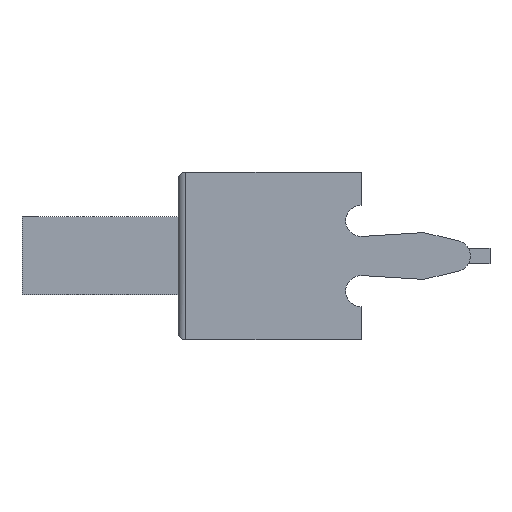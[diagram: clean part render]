
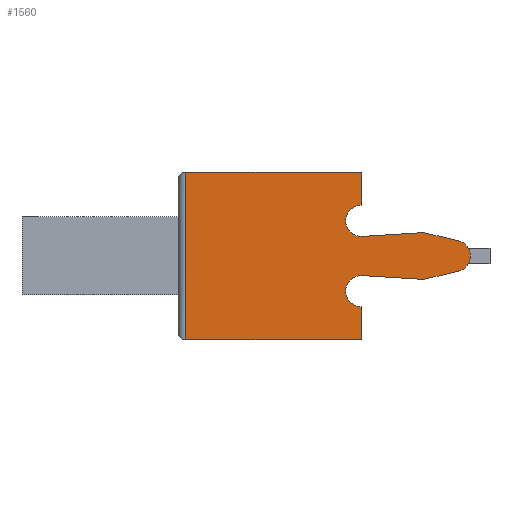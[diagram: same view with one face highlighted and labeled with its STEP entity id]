
A CAD part, left-side view. The second image highlights one B-rep face of the part: STEP entity #1560.
In plain terms, the highlighted planar face has unit normal (-1, 0, 0).
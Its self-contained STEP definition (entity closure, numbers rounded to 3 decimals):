
#51 = EDGE_CURVE ( 'NONE', #2612, #1952, #803, .T. ) ;
#148 = EDGE_CURVE ( 'NONE', #2612, #526, #2962, .T. ) ;
#177 = CARTESIAN_POINT ( 'NONE',  ( 0., 2.8, 0. ) ) ;
#179 = ORIENTED_EDGE ( 'NONE', *, *, #3255, .T. ) ;
#274 = LINE ( 'NONE', #2957, #1008 ) ;
#285 = AXIS2_PLACEMENT_3D ( 'NONE', #1283, #908, #3505 ) ;
#305 = ORIENTED_EDGE ( 'NONE', *, *, #2293, .F. ) ;
#341 = CARTESIAN_POINT ( 'NONE',  ( 0., 2.8, -4.3 ) ) ;
#473 = DIRECTION ( 'NONE',  ( 1., 0., 0. ) ) ;
#487 = VERTEX_POINT ( 'NONE', #2136 ) ;
#526 = VERTEX_POINT ( 'NONE', #1736 ) ;
#803 = LINE ( 'NONE', #1108, #3607 ) ;
#845 = EDGE_CURVE ( 'NONE', #2405, #1312, #1326, .T. ) ;
#899 = VECTOR ( 'NONE', #1397, 1000. ) ;
#902 = DIRECTION ( 'NONE',  ( 0., 0., -1. ) ) ;
#908 = DIRECTION ( 'NONE',  ( -1., 0., 0. ) ) ;
#922 = LINE ( 'NONE', #2420, #4345 ) ;
#977 = VECTOR ( 'NONE', #3212, 1000. ) ;
#1008 = VECTOR ( 'NONE', #4593, 1000. ) ;
#1108 = CARTESIAN_POINT ( 'NONE',  ( 0., -0.092, -1.469 ) ) ;
#1128 = CARTESIAN_POINT ( 'NONE',  ( 0., -0.552, -2.336 ) ) ;
#1153 = LINE ( 'NONE', #1128, #2739 ) ;
#1175 = DIRECTION ( 'NONE',  ( 0., -1., 0. ) ) ;
#1177 = DIRECTION ( 'NONE',  ( 0., 0.973, -0.23 ) ) ;
#1245 = VERTEX_POINT ( 'NONE', #4873 ) ;
#1268 = DIRECTION ( 'NONE',  ( -1., 0., 0. ) ) ;
#1283 = CARTESIAN_POINT ( 'NONE',  ( 0., 0., -4.3 ) ) ;
#1290 = DIRECTION ( 'NONE',  ( 0., 0.973, 0.23 ) ) ;
#1312 = VERTEX_POINT ( 'NONE', #3261 ) ;
#1326 = CIRCLE ( 'NONE', #4145, 0.4 ) ;
#1397 = DIRECTION ( 'NONE',  ( 0., -0.998, -0.062 ) ) ;
#1412 = VECTOR ( 'NONE', #1290, 1000. ) ;
#1560 = ADVANCED_FACE ( 'NONE', ( #2068 ), #4745, .T. ) ;
#1617 = CARTESIAN_POINT ( 'NONE',  ( 0., 2.8, -1.25 ) ) ;
#1669 = CARTESIAN_POINT ( 'NONE',  ( 0., 2.8, 0. ) ) ;
#1695 = CARTESIAN_POINT ( 'NONE',  ( 0., 1.2, -1.55 ) ) ;
#1736 = CARTESIAN_POINT ( 'NONE',  ( 0., 2.8, -0.85 ) ) ;
#1761 = ORIENTED_EDGE ( 'NONE', *, *, #845, .F. ) ;
#1777 = DIRECTION ( 'NONE',  ( 0., 0., -1. ) ) ;
#1816 = VERTEX_POINT ( 'NONE', #3371 ) ;
#1819 = ORIENTED_EDGE ( 'NONE', *, *, #3329, .T. ) ;
#1823 = VERTEX_POINT ( 'NONE', #4225 ) ;
#1834 = ORIENTED_EDGE ( 'NONE', *, *, #4185, .F. ) ;
#1897 = AXIS2_PLACEMENT_3D ( 'NONE', #2434, #1268, #2767 ) ;
#1951 = EDGE_CURVE ( 'NONE', #4867, #2232, #4635, .T. ) ;
#1952 = VERTEX_POINT ( 'NONE', #1695 ) ;
#2008 = VERTEX_POINT ( 'NONE', #177 ) ;
#2068 = FACE_OUTER_BOUND ( 'NONE', #2261, .T. ) ;
#2136 = CARTESIAN_POINT ( 'NONE',  ( 0., 1.2, -2.75 ) ) ;
#2161 = EDGE_CURVE ( 'NONE', #1312, #487, #1153, .T. ) ;
#2232 = VERTEX_POINT ( 'NONE', #341 ) ;
#2261 = EDGE_LOOP ( 'NONE', ( #3974, #305, #3744, #4754, #4517, #1761, #179, #3529, #4628, #1834, #4472, #1819 ) ) ;
#2293 = EDGE_CURVE ( 'NONE', #1823, #2232, #922, .T. ) ;
#2332 = EDGE_CURVE ( 'NONE', #1816, #2008, #2369, .T. ) ;
#2369 = LINE ( 'NONE', #3906, #3944 ) ;
#2405 = VERTEX_POINT ( 'NONE', #2895 ) ;
#2420 = CARTESIAN_POINT ( 'NONE',  ( 0., 2.8, 0. ) ) ;
#2434 = CARTESIAN_POINT ( 'NONE',  ( 0., 2.8, -3.05 ) ) ;
#2612 = VERTEX_POINT ( 'NONE', #3418 ) ;
#2721 = CARTESIAN_POINT ( 'NONE',  ( 0., 0., -4.3 ) ) ;
#2739 = VECTOR ( 'NONE', #1177, 1000. ) ;
#2767 = DIRECTION ( 'NONE',  ( 0., 0., -1. ) ) ;
#2788 = CIRCLE ( 'NONE', #1897, 0.4 ) ;
#2818 = EDGE_CURVE ( 'NONE', #1245, #487, #4396, .T. ) ;
#2895 = CARTESIAN_POINT ( 'NONE',  ( 0., 0.308, -1.761 ) ) ;
#2957 = CARTESIAN_POINT ( 'NONE',  ( 0., 7.3, -4.3 ) ) ;
#2962 = CIRCLE ( 'NONE', #3463, 0.4 ) ;
#3109 = EDGE_CURVE ( 'NONE', #1245, #1823, #2788, .T. ) ;
#3212 = DIRECTION ( 'NONE',  ( 0., 0., -1. ) ) ;
#3255 = EDGE_CURVE ( 'NONE', #2405, #1952, #3263, .T. ) ;
#3261 = CARTESIAN_POINT ( 'NONE',  ( 0., 0.308, -2.539 ) ) ;
#3263 = LINE ( 'NONE', #4091, #1412 ) ;
#3264 = DIRECTION ( 'NONE',  ( 1., 0., 0. ) ) ;
#3329 = EDGE_CURVE ( 'NONE', #1816, #4867, #274, .T. ) ;
#3371 = CARTESIAN_POINT ( 'NONE',  ( 0., 7.3, 0. ) ) ;
#3418 = CARTESIAN_POINT ( 'NONE',  ( 0., 2.8, -1.65 ) ) ;
#3463 = AXIS2_PLACEMENT_3D ( 'NONE', #1617, #473, #4697 ) ;
#3505 = DIRECTION ( 'NONE',  ( 0., 0., 1. ) ) ;
#3529 = ORIENTED_EDGE ( 'NONE', *, *, #51, .F. ) ;
#3531 = DIRECTION ( 'NONE',  ( 0., -0.998, 0.062 ) ) ;
#3598 = CARTESIAN_POINT ( 'NONE',  ( 0., 7.3, -4.3 ) ) ;
#3607 = VECTOR ( 'NONE', #3531, 1000. ) ;
#3744 = ORIENTED_EDGE ( 'NONE', *, *, #3109, .F. ) ;
#3906 = CARTESIAN_POINT ( 'NONE',  ( 0., 0., 0. ) ) ;
#3944 = VECTOR ( 'NONE', #3975, 1000. ) ;
#3974 = ORIENTED_EDGE ( 'NONE', *, *, #1951, .T. ) ;
#3975 = DIRECTION ( 'NONE',  ( 0., -1., 0. ) ) ;
#4091 = CARTESIAN_POINT ( 'NONE',  ( 0., 0.41, -1.737 ) ) ;
#4117 = VECTOR ( 'NONE', #1175, 1000. ) ;
#4145 = AXIS2_PLACEMENT_3D ( 'NONE', #4521, #3264, #1777 ) ;
#4185 = EDGE_CURVE ( 'NONE', #2008, #526, #4412, .T. ) ;
#4225 = CARTESIAN_POINT ( 'NONE',  ( 0., 2.8, -3.45 ) ) ;
#4345 = VECTOR ( 'NONE', #902, 1000. ) ;
#4396 = LINE ( 'NONE', #4422, #899 ) ;
#4412 = LINE ( 'NONE', #1669, #977 ) ;
#4422 = CARTESIAN_POINT ( 'NONE',  ( 0., 0.176, -2.814 ) ) ;
#4472 = ORIENTED_EDGE ( 'NONE', *, *, #2332, .F. ) ;
#4517 = ORIENTED_EDGE ( 'NONE', *, *, #2161, .F. ) ;
#4521 = CARTESIAN_POINT ( 'NONE',  ( 0., 0.4, -2.15 ) ) ;
#4593 = DIRECTION ( 'NONE',  ( 0., 0., -1. ) ) ;
#4628 = ORIENTED_EDGE ( 'NONE', *, *, #148, .T. ) ;
#4635 = LINE ( 'NONE', #2721, #4117 ) ;
#4697 = DIRECTION ( 'NONE',  ( 0., 0., -1. ) ) ;
#4745 = PLANE ( 'NONE',  #285 ) ;
#4754 = ORIENTED_EDGE ( 'NONE', *, *, #2818, .T. ) ;
#4867 = VERTEX_POINT ( 'NONE', #3598 ) ;
#4873 = CARTESIAN_POINT ( 'NONE',  ( 0., 2.8, -2.65 ) ) ;
